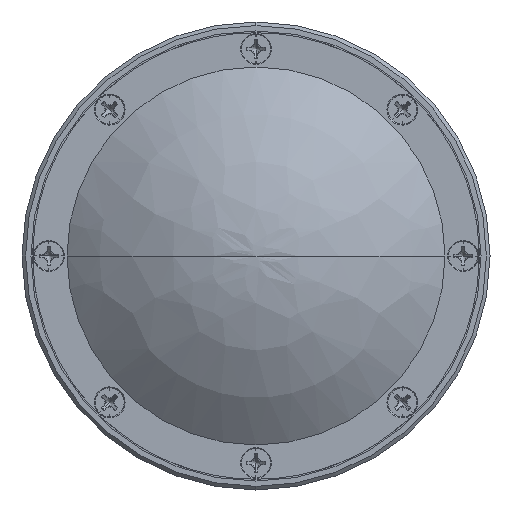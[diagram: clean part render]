
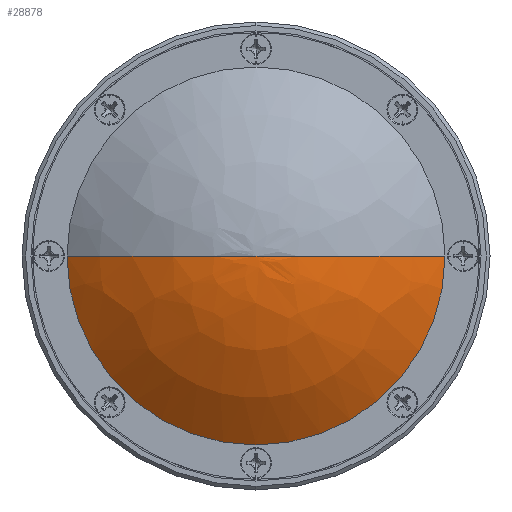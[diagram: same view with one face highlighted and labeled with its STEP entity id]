
A CAD part, left-side view. The second image highlights one B-rep face of the part: STEP entity #28878.
In plain terms, the highlighted free-form (B-spline) face has degree [2, 3] with [3, 4] control points.
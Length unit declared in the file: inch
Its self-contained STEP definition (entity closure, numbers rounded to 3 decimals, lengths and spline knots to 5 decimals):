
#695 = EDGE_LOOP ( 'NONE', ( #19971, #34589, #9145 ) ) ;
#735 = CARTESIAN_POINT ( 'NONE',  ( -2.49299, 1.05, 0. ) ) ;
#1198 = CARTESIAN_POINT ( 'NONE',  ( -2.49299, 0., 0. ) ) ;
#1385 = CARTESIAN_POINT ( 'NONE',  ( -2.9116, -0.525, 0. ) ) ;
#3160 = B_SPLINE_CURVE_WITH_KNOTS ( 'NONE', 2,
 ( #26921, #1385, #12911 ),
 .UNSPECIFIED., .F., .F.,
 ( 3, 3 ),
 ( 0.06996, 0.84193 ),
 .UNSPECIFIED. ) ;
#4968 = VERTEX_POINT ( 'NONE', #23197 ) ;
#5403 = CARTESIAN_POINT ( 'NONE',  ( -2.9116, -0.525, -1.05 ) ) ;
#9145 = ORIENTED_EDGE ( 'NONE', *, *, #16318, .F. ) ;
#11068 = VERTEX_POINT ( 'NONE', #22583 ) ;
#12911 = CARTESIAN_POINT ( 'NONE',  ( -2.49299, -1.05, 0. ) ) ;
#13532 = CARTESIAN_POINT ( 'NONE',  ( -2.49299, 1.05, 0. ) ) ;
#15073 = DIRECTION ( 'NONE',  ( 0., 0., -1. ) ) ;
#16090 = CARTESIAN_POINT ( 'NONE',  ( -2.9116, 0.525, 0. ) ) ;
#16318 = EDGE_CURVE ( 'NONE', #22837, #4968, #33682, .T. ) ;
#17025 = FACE_OUTER_BOUND ( 'NONE', #695, .T. ) ;
#17673 = CARTESIAN_POINT ( 'NONE',  ( -2.9116, 0., 0. ) ) ;
#18830 =( BOUNDED_SURFACE ( )  B_SPLINE_SURFACE ( 2, 3, ( 
 ( #25059, #30418, #21849, #19456 ),
 ( #27679, #5403, #24947, #16090 ),
 ( #18959, #36156, #33689, #13532 ) ),
 .UNSPECIFIED., .F., .F., .T. ) 
 B_SPLINE_SURFACE_WITH_KNOTS ( ( 3, 3 ),
 ( 4, 4 ),
 ( 0.06996, 0.84193 ),
 ( 0., 1. ),
 .UNSPECIFIED. ) 
 GEOMETRIC_REPRESENTATION_ITEM ( )  RATIONAL_B_SPLINE_SURFACE ( (
 ( 1., 0.333, 0.333, 1.),
 ( 1., 0.333, 0.333, 1.),
 ( 1., 0.333, 0.333, 1.) ) ) 
 REPRESENTATION_ITEM ( '' )  SURFACE ( )  );
#18959 = CARTESIAN_POINT ( 'NONE',  ( -2.49299, -1.05, 0. ) ) ;
#19456 = CARTESIAN_POINT ( 'NONE',  ( -2.9116, 0., 0. ) ) ;
#19726 = B_SPLINE_CURVE_WITH_KNOTS ( 'NONE', 2,
 ( #17673, #23306, #735 ),
 .UNSPECIFIED., .F., .F.,
 ( 3, 3 ),
 ( 0.06996, 0.84193 ),
 .UNSPECIFIED. ) ;
#19971 = ORIENTED_EDGE ( 'NONE', *, *, #24271, .F. ) ;
#21831 = AXIS2_PLACEMENT_3D ( 'NONE', #1198, #32120, #15073 ) ;
#21849 = CARTESIAN_POINT ( 'NONE',  ( -2.9116, 0., 0. ) ) ;
#22583 = CARTESIAN_POINT ( 'NONE',  ( -2.9116, 0., 0. ) ) ;
#22837 = VERTEX_POINT ( 'NONE', #31163 ) ;
#23197 = CARTESIAN_POINT ( 'NONE',  ( -2.49299, 1.05, 0. ) ) ;
#23306 = CARTESIAN_POINT ( 'NONE',  ( -2.9116, 0.525, 0. ) ) ;
#24271 = EDGE_CURVE ( 'NONE', #11068, #22837, #3160, .T. ) ;
#24947 = CARTESIAN_POINT ( 'NONE',  ( -2.9116, 0.525, -1.05 ) ) ;
#25059 = CARTESIAN_POINT ( 'NONE',  ( -2.9116, 0., 0. ) ) ;
#26921 = CARTESIAN_POINT ( 'NONE',  ( -2.9116, 0., 0. ) ) ;
#27679 = CARTESIAN_POINT ( 'NONE',  ( -2.9116, -0.525, 0. ) ) ;
#27949 = EDGE_CURVE ( 'NONE', #11068, #4968, #19726, .T. ) ;
#28878 = ADVANCED_FACE ( 'NONE', ( #17025 ), #18830, .F. ) ;
#30418 = CARTESIAN_POINT ( 'NONE',  ( -2.9116, 0., 0. ) ) ;
#31163 = CARTESIAN_POINT ( 'NONE',  ( -2.49299, -1.05, 0. ) ) ;
#32120 = DIRECTION ( 'NONE',  ( 1., 0., 0. ) ) ;
#33682 = CIRCLE ( 'NONE', #21831, 1.05 ) ;
#33689 = CARTESIAN_POINT ( 'NONE',  ( -2.49299, 1.05, -2.1 ) ) ;
#34589 = ORIENTED_EDGE ( 'NONE', *, *, #27949, .T. ) ;
#36156 = CARTESIAN_POINT ( 'NONE',  ( -2.49299, -1.05, -2.1 ) ) ;
